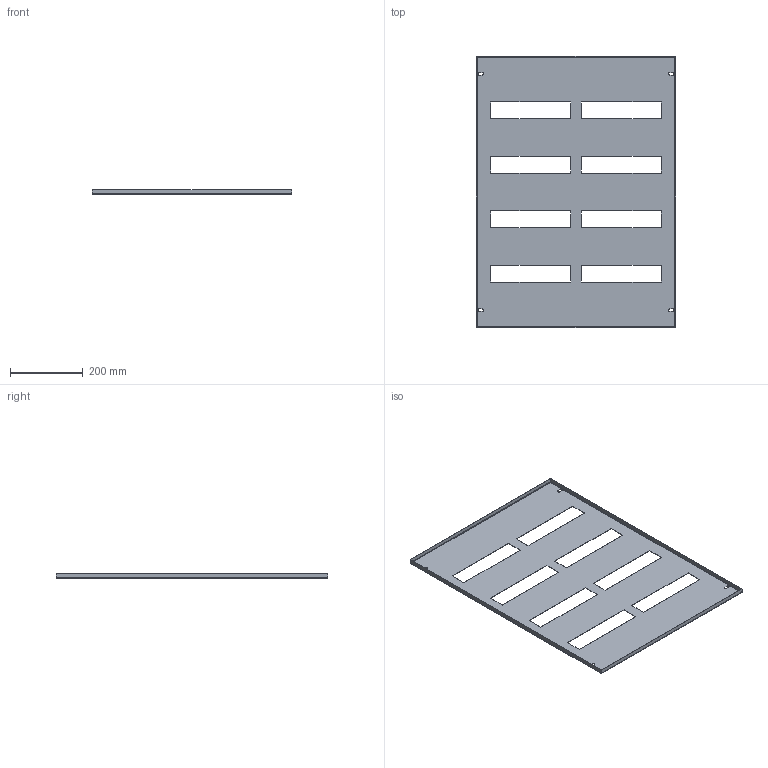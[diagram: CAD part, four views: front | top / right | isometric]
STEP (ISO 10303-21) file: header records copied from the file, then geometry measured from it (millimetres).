
FILE_DESCRIPTION (( 'STEP AP214' ), '1' );
FILE_NAME ('Ïëàñòðîí íà 96 ìîäóëåé.STEP', '2022-02-06T19:13:41', ( '' ), ( '' ), 'SwSTEP 2.0', 'SolidWorks 2021', '' );
FILE_SCHEMA (( 'AUTOMOTIVE_DESIGN' ));
Length unit declared in the file: millimetre
Products named in the file (1): Ïëàñòðîí íà 96 ìîäóëåé
Bounding box: 549 x 746.58 x 12.9 mm (x, y, z)
Volume: 357584.6 mm3; surface area: 722266 mm2
Topology: 1 solids, 1 shells, 90 faces, 232 edges, 144 vertices
Faces by surface type: plane 62, cylinder 20, bspline 8
Entity records: 3178 total; most frequent: CARTESIAN_POINT 955, ORIENTED_EDGE 464, DIRECTION 406, EDGE_CURVE 232, LINE 192, VECTOR 192, VERTEX_POINT 144, EDGE_LOOP 114
